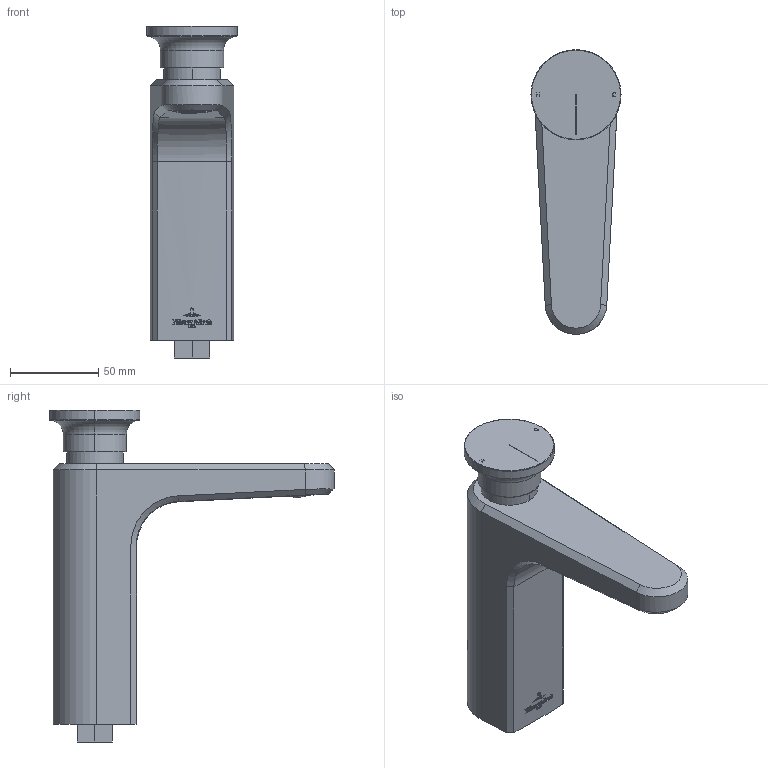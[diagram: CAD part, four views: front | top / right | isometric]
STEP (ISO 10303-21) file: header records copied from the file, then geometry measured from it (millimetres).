
FILE_DESCRIPTION((''),'2;1');
FILE_NAME('TVW117001000_3DPL','2026-02-05T08:31:08',('HristovG'),('AMERICAN STANDARD B&K'),'CREO PARAMETRIC BY PTC INC, 2024253','CREO PARAMETRIC BY PTC INC, 2024253','');
FILE_SCHEMA(('AP242_MANAGED_MODEL_BASED_3D_ENGINEERING_MIM_LF { 1 0 10303 442 1 1 4 }'));
Products named in the file (1): TVW117001000_3DPL
Bounding box: 51.2 x 161.6 x 188.55 mm (x, y, z)
Volume: 417353 mm3; surface area: 46938.3 mm2
Topology: 1 solids, 4 shells, 1049 faces, 2786 edges, 1850 vertices
Faces by surface type: cylinder 503, plane 358, bspline 127, torus 29, extrusion 26, cone 4, sphere 2
Entity records: 53817 total; most frequent: CARTESIAN_POINT 21500, ORIENTED_EDGE 5558, DIRECTION 4141, EDGE_CURVE 2785, VERTEX_POINT 1848, VECTOR 1671, LINE 1645, AXIS2_PLACEMENT_3D 1235
